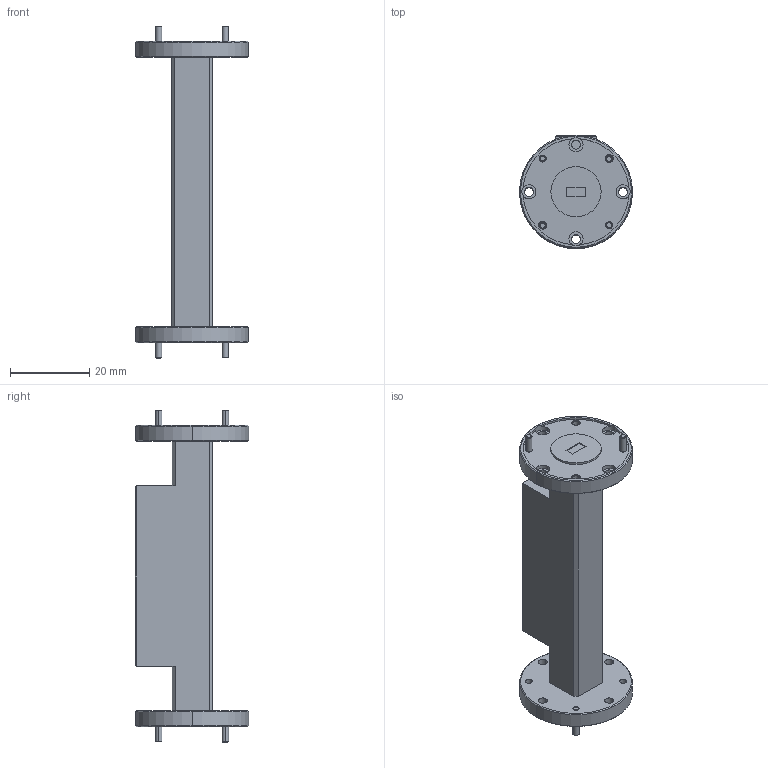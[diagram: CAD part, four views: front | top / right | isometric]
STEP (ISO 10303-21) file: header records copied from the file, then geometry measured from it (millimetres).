
FILE_DESCRIPTION (( 'STEP AP203' ), '1' );
FILE_NAME ('STA-50-19-F1 .STEP', '2021-06-09T22:17:14', ( '' ), ( '' ), 'SwSTEP 2.0', 'SolidWorks 2021', '' );
FILE_SCHEMA (( 'CONFIG_CONTROL_DESIGN' ));
Length unit declared in the file: inch
Products named in the file (1): STA-50-19-F1 
Bounding box: 28.57 x 28.64 x 83.95 mm (x, y, z)
Volume: 15850 mm3; surface area: 7703.3 mm2
Topology: 5 solids, 7 shells, 314 faces, 814 edges, 520 vertices
Faces by surface type: plane 134, cylinder 116, cone 64
Entity records: 9877 total; most frequent: CARTESIAN_POINT 2037, DIRECTION 1652, ORIENTED_EDGE 1612, EDGE_CURVE 806, AXIS2_PLACEMENT_3D 635, VERTEX_POINT 520, LINE 382, VECTOR 382
